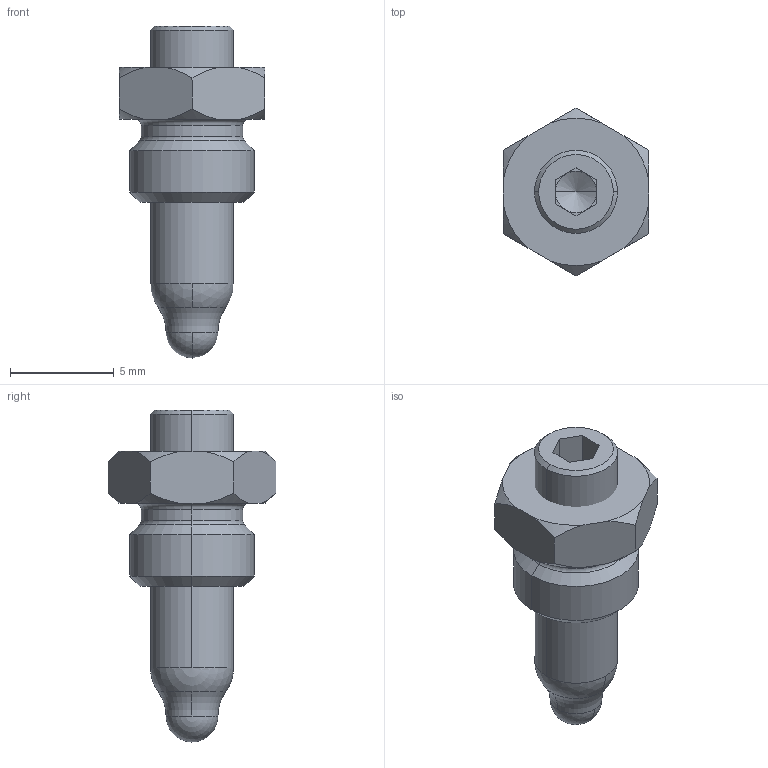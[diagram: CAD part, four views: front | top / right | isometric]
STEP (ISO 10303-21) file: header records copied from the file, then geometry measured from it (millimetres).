
FILE_DESCRIPTION (( 'STEP AP214' ), '1' );
FILE_NAME ('Z0034234~1.STEP', '2019-02-01T06:47:34', ( 'user' ), ( 'Hewlett-Packard Company' ), 'SwSTEP 2.0', 'SolidWorks 2018', '' );
FILE_SCHEMA (( 'AUTOMOTIVE_DESIGN' ));
Length unit declared in the file: millimetre
Products named in the file (3): Z0034234~1; Z0034229~1_16mm; Z0006869~1_Z0006871
Assembly tree (2 placements, depth 2):
  Z0034234~1
    Z0034229~1_16mm
    Z0006869~1_Z0006871
Bounding box: 7 x 8.08 x 16 mm (x, y, z)
Volume: 303.1 mm3; surface area: 492.2 mm2
Topology: 2 solids, 2 shells, 60 faces, 150 edges, 90 vertices
Faces by surface type: plane 22, cone 20, cylinder 8, torus 6, sphere 4
Entity records: 1982 total; most frequent: CARTESIAN_POINT 403, DIRECTION 312, ORIENTED_EDGE 288, EDGE_CURVE 144, AXIS2_PLACEMENT_3D 127, VERTEX_POINT 90, EDGE_LOOP 64, CIRCLE 62
